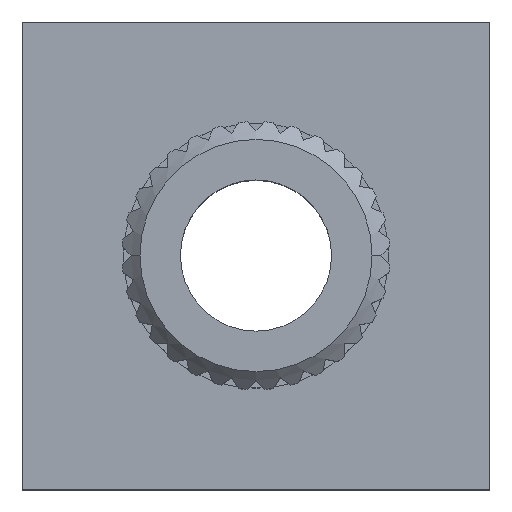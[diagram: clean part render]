
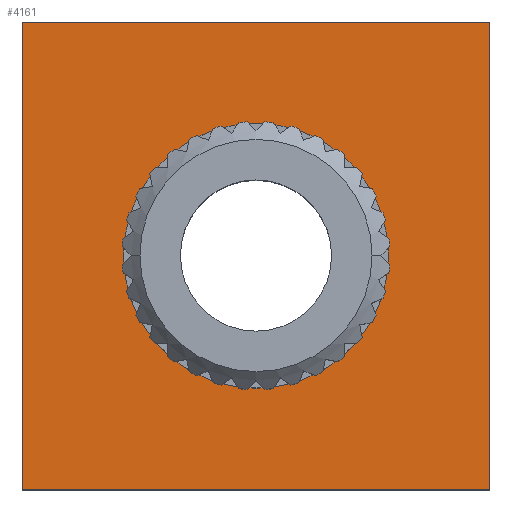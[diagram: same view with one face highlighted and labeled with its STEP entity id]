
A CAD part, top view. The second image highlights one B-rep face of the part: STEP entity #4161.
In plain terms, the highlighted planar face has unit normal (0, 0, 1).
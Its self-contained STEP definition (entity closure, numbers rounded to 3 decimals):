
#140 = DIRECTION ( 'NONE',  ( 0., 1., 0. ) ) ;
#315 = DIRECTION ( 'NONE',  ( 1., 0., 0. ) ) ;
#533 = PLANE ( 'NONE',  #4634 ) ;
#660 = CARTESIAN_POINT ( 'NONE',  ( -6.5, 6.5, 2. ) ) ;
#725 = DIRECTION ( 'NONE',  ( 0., -1., 0. ) ) ;
#980 = CARTESIAN_POINT ( 'NONE',  ( 6.5, 6.5, 2. ) ) ;
#1108 = VECTOR ( 'NONE', #725, 1000. ) ;
#1141 = CARTESIAN_POINT ( 'NONE',  ( 0., 0., 2. ) ) ;
#1250 = VERTEX_POINT ( 'NONE', #5114 ) ;
#1555 = VERTEX_POINT ( 'NONE', #4323 ) ;
#1758 = EDGE_CURVE ( 'NONE', #1250, #1555, #3252, .T. ) ;
#1791 = VERTEX_POINT ( 'NONE', #2857 ) ;
#1915 = EDGE_LOOP ( 'NONE', ( #3960, #4460, #5055, #4776 ) ) ;
#2001 = AXIS2_PLACEMENT_3D ( 'NONE', #6225, #4284, #3782 ) ;
#2140 = DIRECTION ( 'NONE',  ( 0., 0., 1. ) ) ;
#2290 = DIRECTION ( 'NONE',  ( -1., 0., 0. ) ) ;
#2291 = LINE ( 'NONE', #660, #1108 ) ;
#2302 = CIRCLE ( 'NONE', #3682, 3.675 ) ;
#2307 = ORIENTED_EDGE ( 'NONE', *, *, #5830, .F. ) ;
#2350 = CARTESIAN_POINT ( 'NONE',  ( -6.5, 6.5, 2. ) ) ;
#2409 = VECTOR ( 'NONE', #2290, 1000. ) ;
#2776 = FACE_OUTER_BOUND ( 'NONE', #1915, .T. ) ;
#2857 = CARTESIAN_POINT ( 'NONE',  ( -6.5, -6.5, 2. ) ) ;
#2858 = EDGE_CURVE ( 'NONE', #1791, #4008, #5879, .T. ) ;
#3032 = EDGE_LOOP ( 'NONE', ( #6238, #2307 ) ) ;
#3252 = LINE ( 'NONE', #2350, #2409 ) ;
#3374 = FACE_BOUND ( 'NONE', #3032, .T. ) ;
#3550 = DIRECTION ( 'NONE',  ( 1., 0., 0. ) ) ;
#3682 = AXIS2_PLACEMENT_3D ( 'NONE', #1141, #2140, #6044 ) ;
#3713 = VERTEX_POINT ( 'NONE', #4508 ) ;
#3736 = CARTESIAN_POINT ( 'NONE',  ( 3.675, 0., 2. ) ) ;
#3782 = DIRECTION ( 'NONE',  ( 1., 0., 0. ) ) ;
#3814 = VECTOR ( 'NONE', #140, 1000. ) ;
#3960 = ORIENTED_EDGE ( 'NONE', *, *, #5567, .T. ) ;
#4008 = VERTEX_POINT ( 'NONE', #4276 ) ;
#4161 = ADVANCED_FACE ( 'NONE', ( #2776, #3374 ), #533, .T. ) ;
#4276 = CARTESIAN_POINT ( 'NONE',  ( 6.5, -6.5, 2. ) ) ;
#4284 = DIRECTION ( 'NONE',  ( 0., 0., 1. ) ) ;
#4316 = EDGE_CURVE ( 'NONE', #3713, #4759, #2302, .T. ) ;
#4323 = CARTESIAN_POINT ( 'NONE',  ( -6.5, 6.5, 2. ) ) ;
#4460 = ORIENTED_EDGE ( 'NONE', *, *, #1758, .T. ) ;
#4508 = CARTESIAN_POINT ( 'NONE',  ( -3.675, 0., 2. ) ) ;
#4634 = AXIS2_PLACEMENT_3D ( 'NONE', #5461, #4957, #3550 ) ;
#4759 = VERTEX_POINT ( 'NONE', #3736 ) ;
#4776 = ORIENTED_EDGE ( 'NONE', *, *, #2858, .T. ) ;
#4957 = DIRECTION ( 'NONE',  ( 0., 0., 1. ) ) ;
#5004 = CIRCLE ( 'NONE', #2001, 3.675 ) ;
#5055 = ORIENTED_EDGE ( 'NONE', *, *, #5754, .T. ) ;
#5114 = CARTESIAN_POINT ( 'NONE',  ( 6.5, 6.5, 2. ) ) ;
#5167 = LINE ( 'NONE', #980, #3814 ) ;
#5461 = CARTESIAN_POINT ( 'NONE',  ( 0., 0., 2. ) ) ;
#5567 = EDGE_CURVE ( 'NONE', #4008, #1250, #5167, .T. ) ;
#5754 = EDGE_CURVE ( 'NONE', #1555, #1791, #2291, .T. ) ;
#5830 = EDGE_CURVE ( 'NONE', #4759, #3713, #5004, .T. ) ;
#5879 = LINE ( 'NONE', #6133, #5953 ) ;
#5953 = VECTOR ( 'NONE', #315, 1000. ) ;
#6044 = DIRECTION ( 'NONE',  ( 1., 0., 0. ) ) ;
#6133 = CARTESIAN_POINT ( 'NONE',  ( -6.5, -6.5, 2. ) ) ;
#6225 = CARTESIAN_POINT ( 'NONE',  ( 0., 0., 2. ) ) ;
#6238 = ORIENTED_EDGE ( 'NONE', *, *, #4316, .F. ) ;
